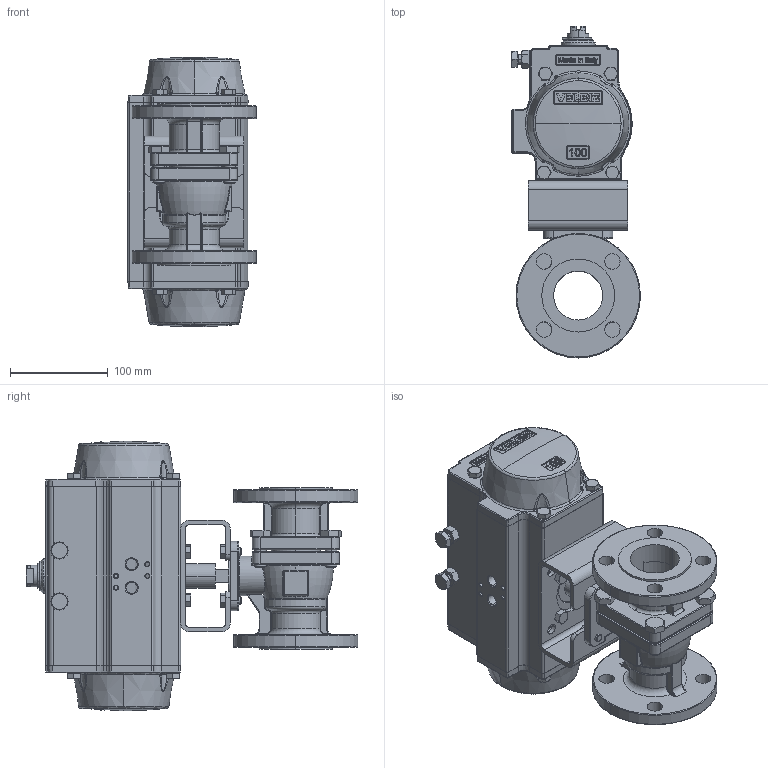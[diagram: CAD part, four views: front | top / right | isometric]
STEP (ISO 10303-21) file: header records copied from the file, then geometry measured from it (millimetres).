
FILE_DESCRIPTION (( 'STEP AP203' ), '1' );
FILE_NAME ('2000F-150_UT-3.STEP', '2017-12-14T18:09:35', ( '' ), ( '' ), 'SwSTEP 2.0', 'SolidWorks 2014', '' );
FILE_SCHEMA (( 'CONFIG_CONTROL_DESIGN' ));
Products named in the file (1): 2000F-150_UT-3
Bounding box: 131.5 x 338.88 x 275.2 mm (x, y, z)
Surface area: 347501.8 mm2 (no closed solid volume)
Topology: 0 solids, 31 shells, 1530 faces, 4748 edges, 3102 vertices
Faces by surface type: plane 508, bspline 355, cylinder 339, cone 216, torus 72, sphere 40
Entity records: 76897 total; most frequent: CARTESIAN_POINT 38209, ORIENTED_EDGE 8003, DIRECTION 7355, EDGE_CURVE 4719, VERTEX_POINT 3102, AXIS2_PLACEMENT_3D 2783, LINE 1789, VECTOR 1789
